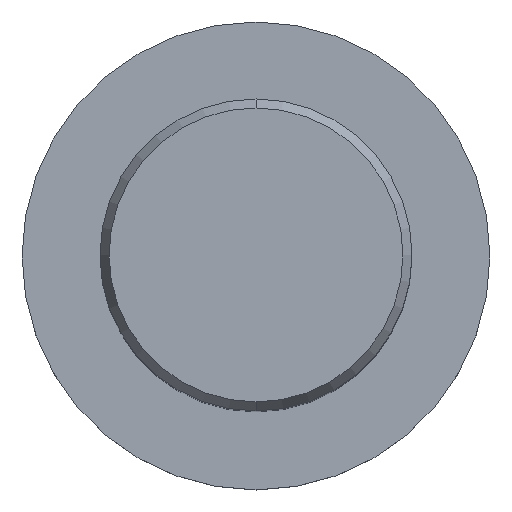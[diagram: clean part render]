
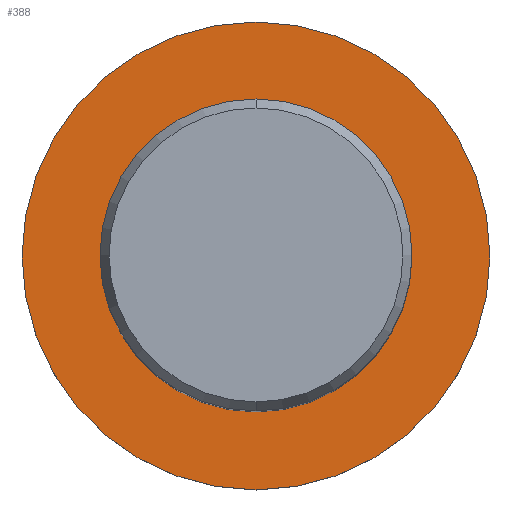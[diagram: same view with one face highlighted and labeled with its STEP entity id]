
A CAD part, top view. The second image highlights one B-rep face of the part: STEP entity #388.
In plain terms, the highlighted planar face has unit normal (0, 0, 1).
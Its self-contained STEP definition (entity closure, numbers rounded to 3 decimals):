
#208=EDGE_CURVE('',#282,#330,#498,.T.);
#262=EDGE_CURVE('',#324,#380,#558,.T.);
#282=VERTEX_POINT('',#581);
#296=EDGE_CURVE('',#380,#324,#599,.T.);
#324=VERTEX_POINT('',#628);
#330=VERTEX_POINT('',#634);
#376=EDGE_CURVE('',#330,#282,#682,.T.);
#380=VERTEX_POINT('',#686);
#388=ADVANCED_FACE('',(#694,#695),#696,.T.);
#498=CIRCLE('',#859,16.0);
#558=CIRCLE('',#992,24.0);
#581=CARTESIAN_POINT('',(0.,-16.0,-60.0));
#599=CIRCLE('',#1065,24.0);
#628=CARTESIAN_POINT('',(0.,-24.0,-60.0));
#634=CARTESIAN_POINT('',(0.0,16.0,-60.0));
#682=CIRCLE('',#1287,16.0);
#686=CARTESIAN_POINT('',(0.0,24.0,-60.0));
#694=FACE_BOUND('',#1301,.T.);
#695=FACE_OUTER_BOUND('',#1302,.T.);
#696=PLANE('',#1303);
#859=AXIS2_PLACEMENT_3D('',#1470,#1471,#1472);
#992=AXIS2_PLACEMENT_3D('',#1534,#1535,#1536);
#1065=AXIS2_PLACEMENT_3D('',#1607,#1608,#1609);
#1287=AXIS2_PLACEMENT_3D('',#1666,#1667,#1668);
#1301=EDGE_LOOP('',(#1671,#1672));
#1302=EDGE_LOOP('',(#1673,#1674));
#1303=AXIS2_PLACEMENT_3D('',#1675,#1676,#1677);
#1470=CARTESIAN_POINT('',(0.0,0.0,-60.0));
#1471=DIRECTION('',(-0.0,0.0,-1.0));
#1472=DIRECTION('',(0.0,1.0,0.0));
#1534=CARTESIAN_POINT('',(0.0,0.0,-60.0));
#1535=DIRECTION('',(0.0,0.0,-1.0));
#1536=DIRECTION('',(0.0,1.0,0.0));
#1607=CARTESIAN_POINT('',(0.0,0.0,-60.0));
#1608=DIRECTION('',(0.0,0.0,-1.0));
#1609=DIRECTION('',(0.0,1.0,0.0));
#1666=CARTESIAN_POINT('',(0.0,0.0,-60.0));
#1667=DIRECTION('',(-0.0,0.0,-1.0));
#1668=DIRECTION('',(0.0,1.0,0.0));
#1671=ORIENTED_EDGE('',*,*,#376,.T.);
#1672=ORIENTED_EDGE('',*,*,#208,.T.);
#1673=ORIENTED_EDGE('',*,*,#296,.F.);
#1674=ORIENTED_EDGE('',*,*,#262,.F.);
#1675=CARTESIAN_POINT('',(0.0,12.0,-60.0));
#1676=DIRECTION('',(-0.0,0.0,1.0));
#1677=DIRECTION('',(0.0,-1.0,0.0));
